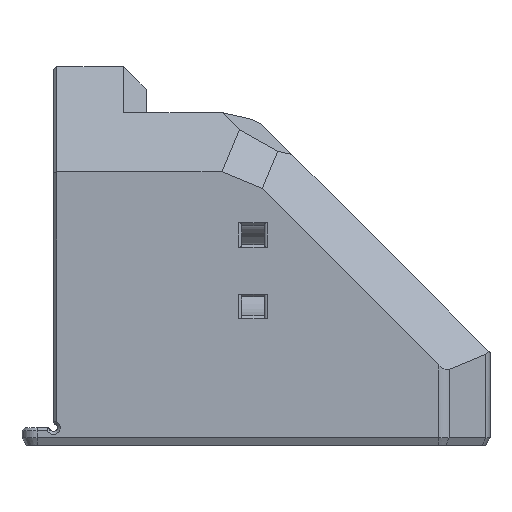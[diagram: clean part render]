
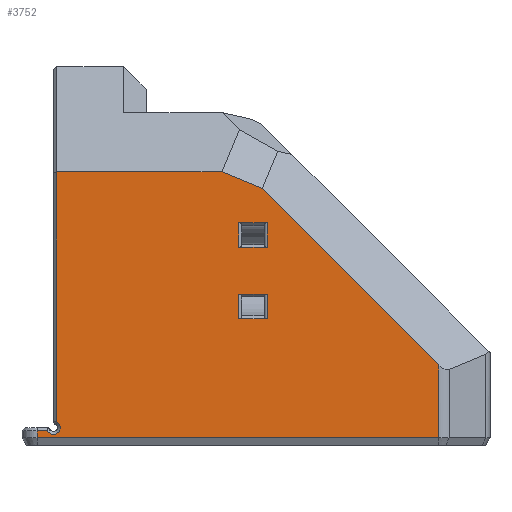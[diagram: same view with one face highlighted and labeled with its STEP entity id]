
A CAD part, left-side view. The second image highlights one B-rep face of the part: STEP entity #3752.
In plain terms, the highlighted planar face has unit normal (-1, 0, 0).
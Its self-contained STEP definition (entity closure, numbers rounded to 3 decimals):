
#114=FACE_BOUND('',#645,.T.);
#115=FACE_BOUND('',#646,.T.);
#204=PLANE('',#4094);
#405=FACE_OUTER_BOUND('',#644,.T.);
#644=EDGE_LOOP('',(#3233,#3234,#3235,#3236,#3237,#3238,#3239,#3240,#3241,
#3242,#3243));
#645=EDGE_LOOP('',(#3244,#3245,#3246,#3247));
#646=EDGE_LOOP('',(#3248,#3249,#3250,#3251));
#935=LINE('',#5853,#1335);
#941=LINE('',#5875,#1341);
#943=LINE('',#5881,#1343);
#968=LINE('',#6000,#1368);
#971=LINE('',#6035,#1371);
#973=LINE('',#6067,#1373);
#974=LINE('',#6073,#1374);
#980=LINE('',#6086,#1380);
#983=LINE('',#6091,#1383);
#985=LINE('',#6095,#1385);
#986=LINE('',#6097,#1386);
#988=LINE('',#6103,#1388);
#1017=LINE('',#6159,#1417);
#1020=LINE('',#6169,#1420);
#1021=LINE('',#6170,#1421);
#1022=LINE('',#6171,#1422);
#1335=VECTOR('',#4738,10.);
#1341=VECTOR('',#4764,10.);
#1343=VECTOR('',#4770,10.);
#1368=VECTOR('',#4851,10.);
#1371=VECTOR('',#4866,10.);
#1373=VECTOR('',#4880,10.);
#1374=VECTOR('',#4887,10.);
#1380=VECTOR('',#4907,10.);
#1383=VECTOR('',#4914,10.);
#1385=VECTOR('',#4920,10.);
#1386=VECTOR('',#4923,10.);
#1388=VECTOR('',#4927,10.);
#1417=VECTOR('',#4974,10.);
#1420=VECTOR('',#4983,10.);
#1421=VECTOR('',#4984,10.);
#1422=VECTOR('',#4985,10.);
#1603=CIRCLE('',#4017,0.1);
#1604=CIRCLE('',#4019,0.9);
#1607=CIRCLE('',#4023,0.1);
#1807=VERTEX_POINT('',#5792);
#1824=VERTEX_POINT('',#5846);
#1826=VERTEX_POINT('',#5852);
#1828=VERTEX_POINT('',#5858);
#1830=VERTEX_POINT('',#5864);
#1832=VERTEX_POINT('',#5870);
#1834=VERTEX_POINT('',#5879);
#1865=VERTEX_POINT('',#5993);
#1868=VERTEX_POINT('',#5998);
#1875=VERTEX_POINT('',#6028);
#1878=VERTEX_POINT('',#6033);
#1885=VERTEX_POINT('',#6063);
#1886=VERTEX_POINT('',#6065);
#1887=VERTEX_POINT('',#6069);
#1888=VERTEX_POINT('',#6071);
#1890=VERTEX_POINT('',#6100);
#1891=VERTEX_POINT('',#6102);
#1909=VERTEX_POINT('',#6158);
#1913=VERTEX_POINT('',#6168);
#2250=EDGE_CURVE('',#1824,#1826,#935,.T.);
#2255=EDGE_CURVE('',#1826,#1828,#1603,.T.);
#2256=EDGE_CURVE('',#1828,#1830,#1604,.T.);
#2261=EDGE_CURVE('',#1830,#1832,#1607,.T.);
#2262=EDGE_CURVE('',#1832,#1807,#941,.T.);
#2265=EDGE_CURVE('',#1834,#1824,#943,.T.);
#2313=EDGE_CURVE('',#1868,#1865,#968,.T.);
#2324=EDGE_CURVE('',#1878,#1875,#971,.T.);
#2334=EDGE_CURVE('',#1886,#1885,#973,.T.);
#2337=EDGE_CURVE('',#1888,#1887,#974,.T.);
#2343=EDGE_CURVE('',#1887,#1886,#980,.T.);
#2346=EDGE_CURVE('',#1885,#1888,#983,.T.);
#2348=EDGE_CURVE('',#1865,#1878,#985,.T.);
#2349=EDGE_CURVE('',#1875,#1868,#986,.T.);
#2351=EDGE_CURVE('',#1890,#1891,#988,.T.);
#2380=EDGE_CURVE('',#1891,#1909,#1017,.T.);
#2385=EDGE_CURVE('',#1913,#1834,#1020,.T.);
#2386=EDGE_CURVE('',#1909,#1913,#1021,.T.);
#2387=EDGE_CURVE('',#1890,#1807,#1022,.T.);
#3233=ORIENTED_EDGE('',*,*,#2250,.F.);
#3234=ORIENTED_EDGE('',*,*,#2265,.F.);
#3235=ORIENTED_EDGE('',*,*,#2385,.F.);
#3236=ORIENTED_EDGE('',*,*,#2386,.F.);
#3237=ORIENTED_EDGE('',*,*,#2380,.F.);
#3238=ORIENTED_EDGE('',*,*,#2351,.F.);
#3239=ORIENTED_EDGE('',*,*,#2387,.T.);
#3240=ORIENTED_EDGE('',*,*,#2262,.F.);
#3241=ORIENTED_EDGE('',*,*,#2261,.F.);
#3242=ORIENTED_EDGE('',*,*,#2256,.F.);
#3243=ORIENTED_EDGE('',*,*,#2255,.F.);
#3244=ORIENTED_EDGE('',*,*,#2349,.F.);
#3245=ORIENTED_EDGE('',*,*,#2324,.F.);
#3246=ORIENTED_EDGE('',*,*,#2348,.F.);
#3247=ORIENTED_EDGE('',*,*,#2313,.F.);
#3248=ORIENTED_EDGE('',*,*,#2343,.F.);
#3249=ORIENTED_EDGE('',*,*,#2337,.F.);
#3250=ORIENTED_EDGE('',*,*,#2346,.F.);
#3251=ORIENTED_EDGE('',*,*,#2334,.F.);
#3752=ADVANCED_FACE('',(#405,#114,#115),#204,.T.);
#4017=AXIS2_PLACEMENT_3D('',#5862,#4746,#4747);
#4019=AXIS2_PLACEMENT_3D('',#5865,#4750,#4751);
#4023=AXIS2_PLACEMENT_3D('',#5873,#4760,#4761);
#4094=AXIS2_PLACEMENT_3D('',#6167,#4981,#4982);
#4738=DIRECTION('',(0.,-1.,0.));
#4746=DIRECTION('center_axis',(1.,0.,0.));
#4747=DIRECTION('ref_axis',(0.,-0.5,0.866));
#4750=DIRECTION('center_axis',(-1.,0.,0.));
#4751=DIRECTION('ref_axis',(0.,0.,
-1.));
#4760=DIRECTION('center_axis',(1.,0.,0.));
#4761=DIRECTION('ref_axis',(0.,0.866,-0.5));
#4764=DIRECTION('',(0.,0.,1.));
#4770=DIRECTION('',(0.,0.,1.));
#4851=DIRECTION('',(0.,-1.,0.));
#4866=DIRECTION('',(0.,1.,0.));
#4880=DIRECTION('',(0.,-1.,0.));
#4887=DIRECTION('',(0.,1.,0.));
#4907=DIRECTION('',(0.,0.,-1.));
#4914=DIRECTION('',(0.,0.,1.));
#4920=DIRECTION('',(0.,0.,1.));
#4923=DIRECTION('',(0.,0.,-1.));
#4927=DIRECTION('',(0.,-0.924,-0.383));
#4974=DIRECTION('',(0.,-0.707,-0.707));
#4981=DIRECTION('center_axis',(-1.,0.,0.));
#4982=DIRECTION('ref_axis',(0.,0.,
-1.));
#4983=DIRECTION('',(0.,1.,0.));
#4984=DIRECTION('',(0.,0.,-1.));
#4985=DIRECTION('',(0.,1.,0.));
#5792=CARTESIAN_POINT('',(-31.65,26.5,36.35));
#5846=CARTESIAN_POINT('',(-31.65,29.1,1.95));
#5852=CARTESIAN_POINT('',(-31.65,27.766,1.95));
#5853=CARTESIAN_POINT('',(-31.65,26.9,1.95));
#5858=CARTESIAN_POINT('',(-31.65,27.679,1.9));
#5862=CARTESIAN_POINT('Origin',(-31.65,27.766,1.85));
#5864=CARTESIAN_POINT('',(-31.65,26.45,3.129));
#5865=CARTESIAN_POINT('Origin',(-31.65,26.9,2.35));
#5870=CARTESIAN_POINT('',(-31.65,26.5,3.216));
#5873=CARTESIAN_POINT('Origin',(-31.65,26.4,3.216));
#5875=CARTESIAN_POINT('',(-31.65,26.5,37.763));
#5879=CARTESIAN_POINT('',(-31.65,29.1,1.039));
#5881=CARTESIAN_POINT('',(-31.65,29.1,25.763));
#5993=CARTESIAN_POINT('',(-31.65,-1.5,16.816));
#5998=CARTESIAN_POINT('',(-31.65,2.3,16.816));
#6000=CARTESIAN_POINT('',(-31.65,1.9,16.816));
#6028=CARTESIAN_POINT('',(-31.65,2.3,20.116));
#6033=CARTESIAN_POINT('',(-31.65,-1.5,20.116));
#6035=CARTESIAN_POINT('',(-31.65,1.9,20.116));
#6063=CARTESIAN_POINT('',(-31.65,-1.5,26.316));
#6065=CARTESIAN_POINT('',(-31.65,2.3,26.316));
#6067=CARTESIAN_POINT('',(-31.65,1.9,26.316));
#6069=CARTESIAN_POINT('',(-31.65,2.3,29.616));
#6071=CARTESIAN_POINT('',(-31.65,-1.5,29.616));
#6073=CARTESIAN_POINT('',(-31.65,1.9,29.616));
#6086=CARTESIAN_POINT('',(-31.65,2.3,36.783));
#6091=CARTESIAN_POINT('',(-31.65,-1.5,36.783));
#6095=CARTESIAN_POINT('',(-31.65,-1.5,36.783));
#6097=CARTESIAN_POINT('',(-31.65,2.3,36.783));
#6100=CARTESIAN_POINT('',(-31.65,4.511,36.35));
#6102=CARTESIAN_POINT('',(-31.65,-0.825,34.14));
#6103=CARTESIAN_POINT('',(-31.65,15.207,40.78));
#6158=CARTESIAN_POINT('',(-31.65,-24.272,10.693));
#6159=CARTESIAN_POINT('',(-31.65,6.643,41.607));
#6167=CARTESIAN_POINT('Origin',(-31.65,26.9,50.35));
#6168=CARTESIAN_POINT('',(-31.65,-24.272,1.039));
#6169=CARTESIAN_POINT('',(-31.65,26.9,1.039));
#6170=CARTESIAN_POINT('',(-31.65,-24.272,44.056));
#6171=CARTESIAN_POINT('',(-31.65,26.9,36.35));
